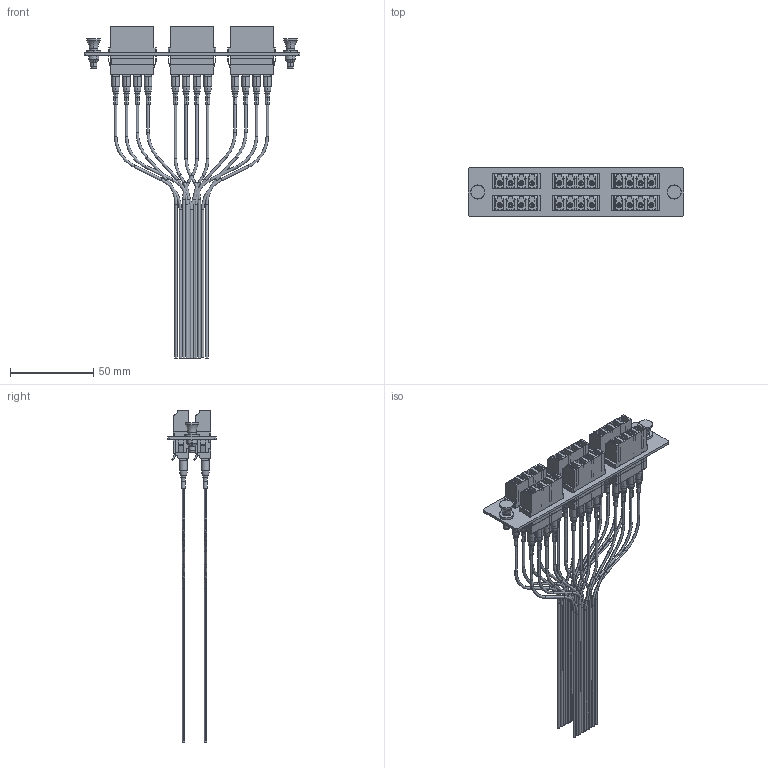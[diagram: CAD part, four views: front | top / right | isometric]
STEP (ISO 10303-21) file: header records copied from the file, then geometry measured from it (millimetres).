
FILE_DESCRIPTION (( 'STEP AP214' ), '1' );
FILE_NAME ('FSP24-LCASM-BL_3D.STEP', '2020-07-01T22:05:05', ( '' ), ( '' ), 'SwSTEP 2.0', 'SolidWorks 2018', '' );
FILE_SCHEMA (( 'AUTOMOTIVE_DESIGN' ));
Length unit declared in the file: inch
Products named in the file (12): 1AF02-044; 1AY07-044; FSP24-LCASM-BL_3D; HDWR-HN4G-42-1; HDWR-HN4P-42-4-1; 1AR17-015; FSP06-CABLE-2; FOA-908; FSP06-CABLE-3; FSP06-CABLE-1; 1AF02-014-MA2
Assembly tree (62 placements, depth 3):
  FSP24-LCASM-BL_3D
    1AR17-015
      1AR17-015
      HDWR-HN4G-42-1  x2
      HDWR-HN4P-42-4-1  x2
    1AF02-044  x24
      1AY07-044
      1AF02-014-MA2
    FSP06-CABLE-1  x8
    FOA-908  x6
    FSP06-CABLE-2  x8
    FSP06-CABLE-3  x8
Bounding box: 129.54 x 28.96 x 199.39 mm (x, y, z)
Volume: 42094.3 mm3; surface area: 78909.1 mm2
Topology: 83 solids, 83 shells, 5274 faces, 13186 edges, 8010 vertices
Faces by surface type: plane 3126, cylinder 1236, cone 404, torus 364, sphere 144
Entity records: 26920 total; most frequent: CARTESIAN_POINT 3656, DIRECTION 3585, ORIENTED_EDGE 3476, EDGE_CURVE 1738, LINE 1341, VECTOR 1341, AXIS2_PLACEMENT_3D 1122, VERTEX_POINT 1087
